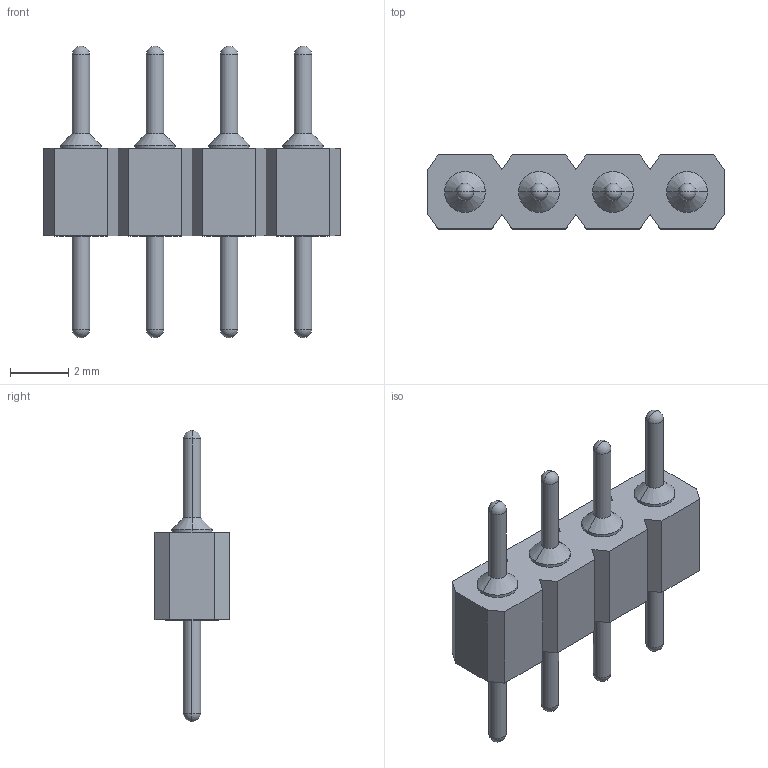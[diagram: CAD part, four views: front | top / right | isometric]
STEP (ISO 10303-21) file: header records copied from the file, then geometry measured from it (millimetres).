
FILE_DESCRIPTION (( 'STEP AP214' ), '1' );
FILE_NAME ('HDR-TH_4P-P2.54-V-M-3.STEP', '2026-02-27T05:54:16', ( '' ), ( '' ), 'SwSTEP 2.0', 'SolidWorks 2021', '' );
FILE_SCHEMA (( 'AUTOMOTIVE_DESIGN' ));
Length unit declared in the file: millimetre
Products named in the file (1): HDR-TH_4P-P2.54-V-M-3
Bounding box: 10.16 x 2.54 x 10 mm (x, y, z)
Volume: 82.4 mm3; surface area: 182.1 mm2
Topology: 1 solids, 1 shells, 312 faces, 845 edges, 550 vertices
Faces by surface type: plane 158, bspline 98, cylinder 24, sphere 16, torus 8, cone 8
Entity records: 13491 total; most frequent: CARTESIAN_POINT 2966, ORIENTED_EDGE 1626, DIRECTION 1131, EDGE_CURVE 813, VERTEX_POINT 534, VECTOR 525, LINE 525, EDGE_LOOP 343
